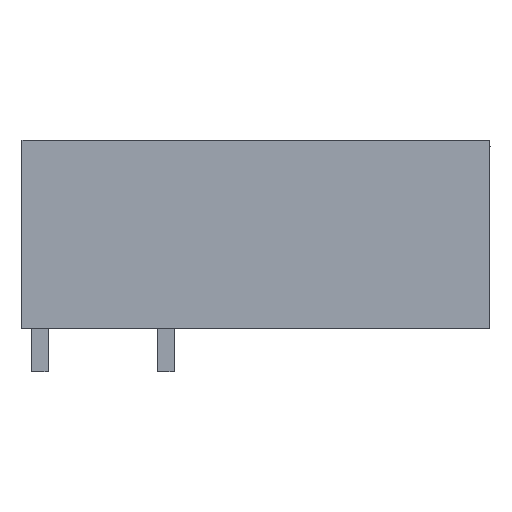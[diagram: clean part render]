
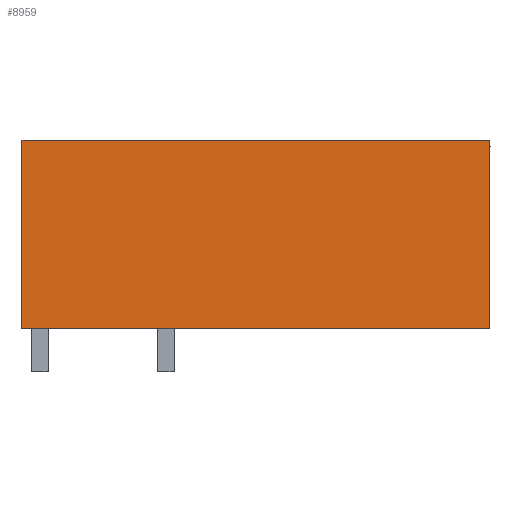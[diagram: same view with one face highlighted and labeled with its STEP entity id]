
A CAD part, left-side view. The second image highlights one B-rep face of the part: STEP entity #8959.
In plain terms, the highlighted planar face has unit normal (-1, 0, 0).
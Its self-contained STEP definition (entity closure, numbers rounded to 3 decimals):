
#8951=AXIS2_PLACEMENT_3D('Plane Axis2P3D',#8948,#8949,#8950) ;
#1238=CARTESIAN_POINT('Vertex',(0.,28.3,2.6)) ;
#1241=CARTESIAN_POINT('Line Origine',(0.,28.3,8.3)) ;
#1245=CARTESIAN_POINT('Vertex',(0.,28.3,14.)) ;
#1468=CARTESIAN_POINT('Line Origine',(0.,14.15,14.)) ;
#1472=CARTESIAN_POINT('Vertex',(0.,0.,14.)) ;
#3034=CARTESIAN_POINT('Vertex',(0.,0.,2.6)) ;
#3096=CARTESIAN_POINT('Line Origine',(0.,0.,8.3)) ;
#3605=CARTESIAN_POINT('Line Origine',(0.,14.15,2.6)) ;
#8948=CARTESIAN_POINT('Axis2P3D Location',(0.,0.,14.)) ;
#1242=DIRECTION('Vector Direction',(0.,0.,-1.)) ;
#1469=DIRECTION('Vector Direction',(0.,1.,0.)) ;
#3097=DIRECTION('Vector Direction',(0.,0.,-1.)) ;
#3606=DIRECTION('Vector Direction',(0.,1.,0.)) ;
#8949=DIRECTION('Axis2P3D Direction',(1.,-0.,0.)) ;
#8950=DIRECTION('Axis2P3D XDirection',(0.,0.,-1.)) ;
#1243=VECTOR('Line Direction',#1242,1.) ;
#1470=VECTOR('Line Direction',#1469,1.) ;
#3098=VECTOR('Line Direction',#3097,1.) ;
#3607=VECTOR('Line Direction',#3606,1.) ;
#8954=ORIENTED_EDGE('',*,*,#3100,.F.) ;
#8955=ORIENTED_EDGE('',*,*,#1474,.T.) ;
#8956=ORIENTED_EDGE('',*,*,#1247,.T.) ;
#8957=ORIENTED_EDGE('',*,*,#3609,.F.) ;
#8959=ADVANCED_FACE('housing',(#8958),#8952,.F.) ;
#1247=EDGE_CURVE('',#1246,#1239,#1244,.T.) ;
#1474=EDGE_CURVE('',#1473,#1246,#1471,.T.) ;
#3100=EDGE_CURVE('',#1473,#3035,#3099,.T.) ;
#3609=EDGE_CURVE('',#3035,#1239,#3608,.T.) ;
#8953=EDGE_LOOP('',(#8954,#8955,#8956,#8957)) ;
#8958=FACE_OUTER_BOUND('',#8953,.T.) ;
#1244=LINE('Line',#1241,#1243) ;
#1471=LINE('Line',#1468,#1470) ;
#3099=LINE('Line',#3096,#3098) ;
#3608=LINE('Line',#3605,#3607) ;
#8952=PLANE('',#8951) ;
#1239=VERTEX_POINT('',#1238) ;
#1246=VERTEX_POINT('',#1245) ;
#1473=VERTEX_POINT('',#1472) ;
#3035=VERTEX_POINT('',#3034) ;
